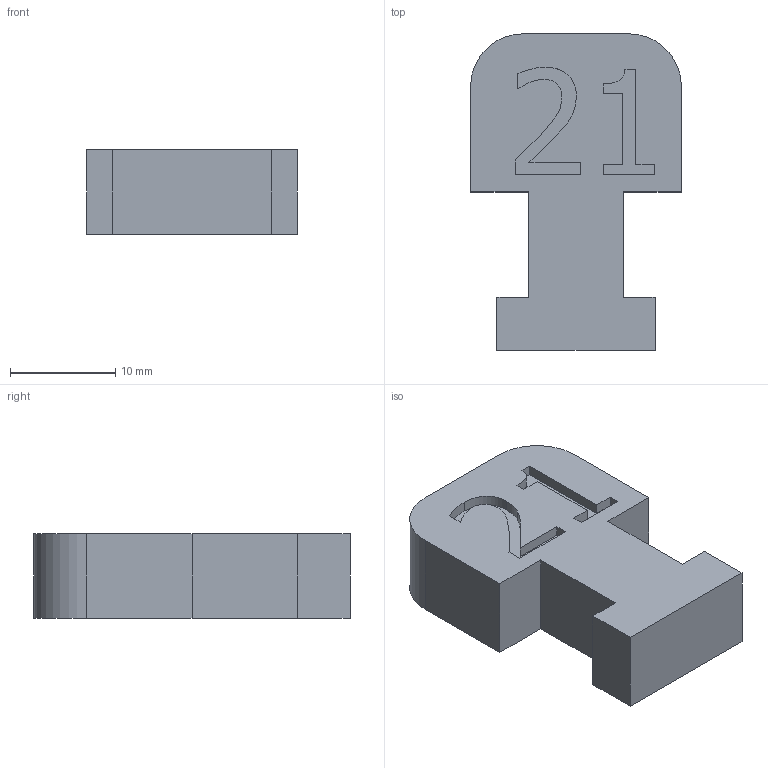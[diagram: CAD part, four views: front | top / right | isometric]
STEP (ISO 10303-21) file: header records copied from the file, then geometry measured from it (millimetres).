
FILE_DESCRIPTION(/* description */ (''),/* implementation_level */ '2;1');
FILE_NAME(/* name */ '2번부품.stp',/* time_stamp */ '2021-09-04T12:09:31+09:00',/* author */ ('서울공업고등학교'),/* organization */ (''),/* preprocessor_version */ 'ST-DEVELOPER v18.1',/* originating_system */ 'Autodesk Inventor 2022',/* authorisation */ '');
FILE_SCHEMA (('AUTOMOTIVE_DESIGN { 1 0 10303 214 3 1 1 }'));
Length unit declared in the file: millimetre
Products named in the file (1): 2번부품
Bounding box: 20 x 30 x 8 mm (x, y, z)
Volume: 3591.4 mm3; surface area: 1846.3 mm2
Topology: 1 solids, 1 shells, 46 faces, 126 edges, 84 vertices
Faces by surface type: plane 32, bspline 12, cylinder 2
Entity records: 1547 total; most frequent: CARTESIAN_POINT 413, ORIENTED_EDGE 252, DIRECTION 176, EDGE_CURVE 126, LINE 98, VECTOR 98, VERTEX_POINT 84, EDGE_LOOP 48
